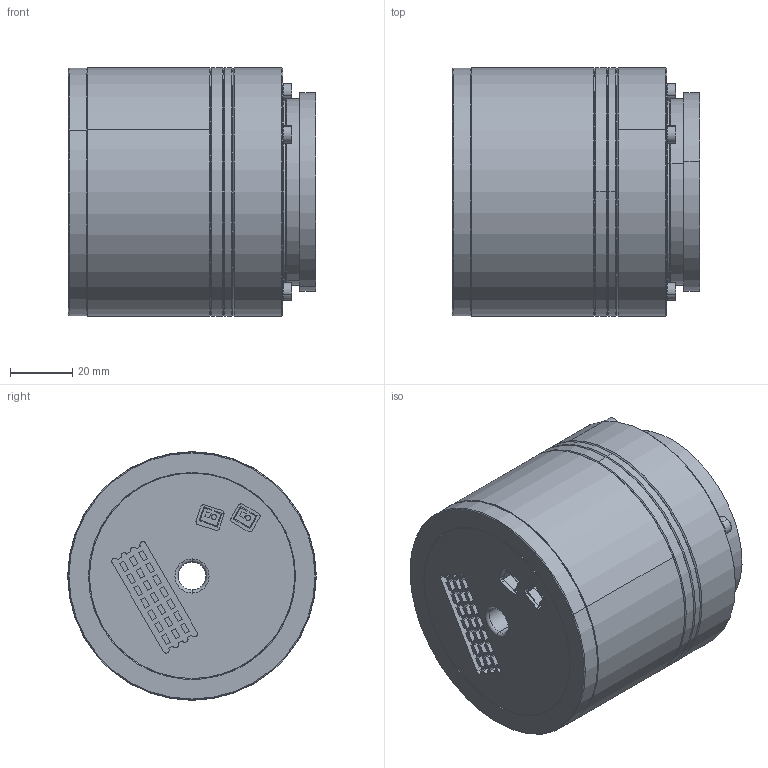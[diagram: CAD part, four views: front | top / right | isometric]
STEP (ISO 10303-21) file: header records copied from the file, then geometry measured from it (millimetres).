
FILE_DESCRIPTION (( 'STEP AP214' ), '1' );
FILE_NAME ('WHG30勤俋耀倰-20260106.STEP', '2026-01-06T06:33:43', ( '' ), ( '' ), 'SwSTEP 2.0', 'SolidWorks 2024', '' );
FILE_SCHEMA (( 'AUTOMOTIVE_DESIGN' ));
Length unit declared in the file: millimetre
Products named in the file (1): WHG30对外模型-20260106
Bounding box: 79.5 x 80 x 80 mm (x, y, z)
Volume: 367265.6 mm3; surface area: 39077 mm2
Topology: 1 solids, 2 shells, 627 faces, 1535 edges, 1001 vertices
Faces by surface type: plane 350, cylinder 199, cone 54, torus 24
Entity records: 18714 total; most frequent: CARTESIAN_POINT 4055, ORIENTED_EDGE 3022, DIRECTION 2987, EDGE_CURVE 1511, AXIS2_PLACEMENT_3D 1125, VERTEX_POINT 1001, EDGE_LOOP 742, VECTOR 737
